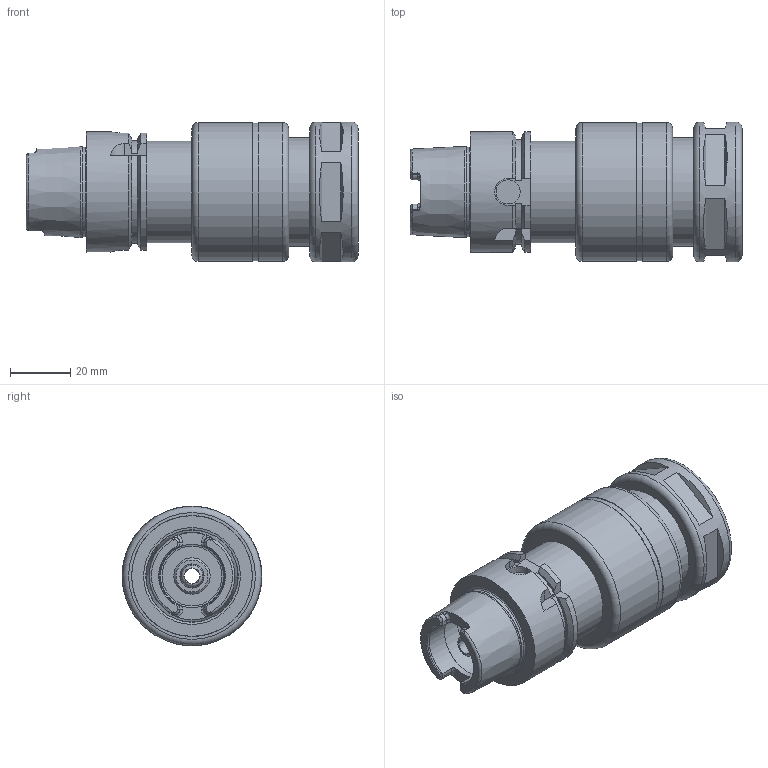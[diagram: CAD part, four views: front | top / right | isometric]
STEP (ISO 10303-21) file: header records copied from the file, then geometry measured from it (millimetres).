
FILE_DESCRIPTION((''),'2;1');
FILE_NAME('536013122090-3D.stp','2020-01-07T13:36:47',('nttooll'),(''),'Autodesk Inventor 2012','Autodesk Inventor 2012','');
FILE_SCHEMA(('AUTOMOTIVE_DESIGN { 1 0 10303 214 1 1 1 1 }'));
Length unit declared in the file: millimetre
Products named in the file (1): 536013122090-3D
Bounding box: 110 x 46.3 x 46.3 mm (x, y, z)
Volume: 87517.8 mm3; surface area: 28653.1 mm2
Topology: 1 solids, 1 shells, 173 faces, 391 edges, 244 vertices
Faces by surface type: plane 80, cylinder 46, cone 26, torus 21
Full cylindrical faces by diameter (mm): 5 x1, 5.103 x1, 6.5 x1, 7.5 x1, 8 x2, 12 x1, 21 x1, 21.8 x1, 22.5 x1, 24 x1, 25.5 x1, 28 x1, 29.8 x1, 30.4 x1, 32.5 x1, 33.5 x1, 36 x2, 40 x1, 45.6 x1, 46 x2, 46.3 x1
Entity records: 4719 total; most frequent: CARTESIAN_POINT 1005, DIRECTION 801, ORIENTED_EDGE 676, EDGE_CURVE 338, AXIS2_PLACEMENT_3D 333, EDGE_LOOP 247, VERTEX_POINT 239, FACE_OUTER_BOUND 173
